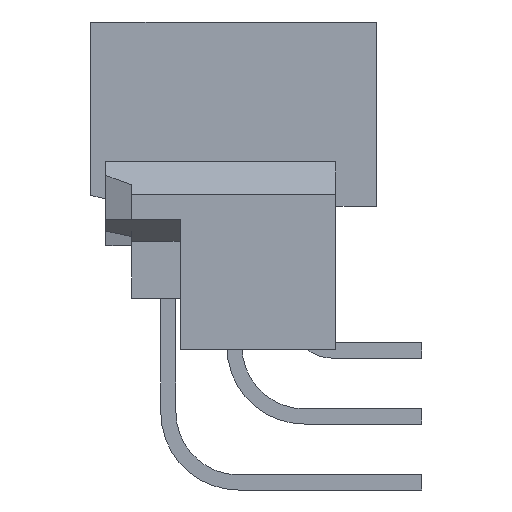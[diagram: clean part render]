
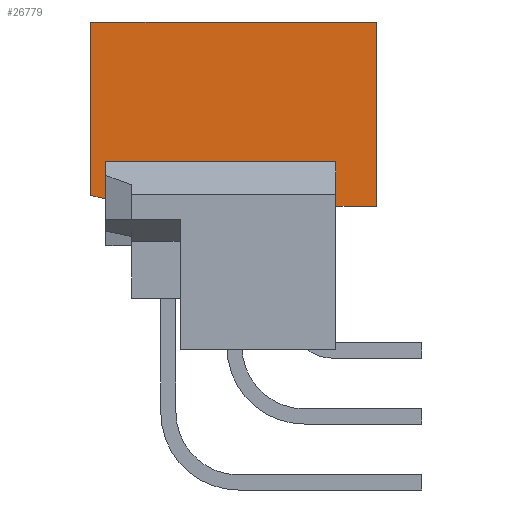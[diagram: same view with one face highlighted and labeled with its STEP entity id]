
A CAD part, left-side view. The second image highlights one B-rep face of the part: STEP entity #26779.
In plain terms, the highlighted planar face has unit normal (-1, 0, 0).
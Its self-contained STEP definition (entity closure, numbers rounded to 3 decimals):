
#72=DIRECTION('',(0.,-1.,0.));
#73=VECTOR('',#72,8.213);
#74=CARTESIAN_POINT('',(-43.88,4.278,-5.38));
#75=LINE('',#74,#73);
#76=DIRECTION('',(0.,0.,1.));
#77=VECTOR('',#76,1.618);
#78=CARTESIAN_POINT('',(-43.88,4.278,-6.998));
#79=LINE('',#78,#77);
#80=DIRECTION('',(0.,0.966,0.259));
#81=VECTOR('',#80,1.265);
#82=CARTESIAN_POINT('',(-43.88,4.278,-6.998));
#83=LINE('',#82,#81);
#84=DIRECTION('',(0.,0.,1.));
#85=VECTOR('',#84,6.671);
#86=CARTESIAN_POINT('',(-43.88,5.5,-6.671));
#87=LINE('',#86,#85);
#88=DIRECTION('',(0.,-1.,0.));
#89=VECTOR('',#88,11.);
#90=CARTESIAN_POINT('',(-43.88,5.5,0.));
#91=LINE('',#90,#89);
#92=DIRECTION('',(0.,0.,-1.));
#93=VECTOR('',#92,7.09);
#94=CARTESIAN_POINT('',(-43.88,-5.5,0.));
#95=LINE('',#94,#93);
#96=DIRECTION('',(0.,1.,0.));
#97=VECTOR('',#96,1.565);
#98=CARTESIAN_POINT('',(-43.88,-5.5,-7.09));
#99=LINE('',#98,#97);
#100=DIRECTION('',(0.,0.,1.));
#101=VECTOR('',#100,1.71);
#102=CARTESIAN_POINT('',(-43.88,-3.935,-7.09));
#103=LINE('',#102,#101);
#20202=CARTESIAN_POINT('',(-43.88,5.5,-6.671));
#20203=CARTESIAN_POINT('',(-43.88,5.5,0.));
#20204=VERTEX_POINT('',#20202);
#20205=VERTEX_POINT('',#20203);
#20206=CARTESIAN_POINT('',(-43.88,-5.5,0.));
#20207=VERTEX_POINT('',#20206);
#20208=CARTESIAN_POINT('',(-43.88,-5.5,-7.09));
#20209=VERTEX_POINT('',#20208);
#20246=CARTESIAN_POINT('',(-43.88,4.278,-5.38));
#20247=VERTEX_POINT('',#20246);
#22326=CARTESIAN_POINT('',(-43.88,-3.935,-5.38));
#22327=VERTEX_POINT('',#22326);
#22328=CARTESIAN_POINT('',(-43.88,-3.935,-7.09));
#22329=VERTEX_POINT('',#22328);
#22330=CARTESIAN_POINT('',(-43.88,4.278,-6.998));
#22331=VERTEX_POINT('',#22330);
#26756=CARTESIAN_POINT('',(-43.88,0.,0.));
#26757=DIRECTION('',(1.,0.,0.));
#26758=DIRECTION('',(0.,0.,-1.));
#26759=AXIS2_PLACEMENT_3D('',#26756,#26757,#26758);
#26760=PLANE('',#26759);
#26762=ORIENTED_EDGE('',*,*,#26761,.F.);
#26764=ORIENTED_EDGE('',*,*,#26763,.F.);
#26766=ORIENTED_EDGE('',*,*,#26765,.T.);
#26768=ORIENTED_EDGE('',*,*,#26767,.T.);
#26770=ORIENTED_EDGE('',*,*,#26769,.T.);
#26772=ORIENTED_EDGE('',*,*,#26771,.T.);
#26774=ORIENTED_EDGE('',*,*,#26773,.T.);
#26776=ORIENTED_EDGE('',*,*,#26775,.T.);
#26777=EDGE_LOOP('',(#26762,#26764,#26766,#26768,#26770,#26772,#26774,#26776));
#26778=FACE_OUTER_BOUND('',#26777,.F.);
#26779=ADVANCED_FACE('',(#26778),#26760,.F.);
#26761=EDGE_CURVE('',#20247,#22327,#75,.T.);
#26763=EDGE_CURVE('',#22331,#20247,#79,.T.);
#26765=EDGE_CURVE('',#22331,#20204,#83,.T.);
#26767=EDGE_CURVE('',#20204,#20205,#87,.T.);
#26769=EDGE_CURVE('',#20205,#20207,#91,.T.);
#26771=EDGE_CURVE('',#20207,#20209,#95,.T.);
#26773=EDGE_CURVE('',#20209,#22329,#99,.T.);
#26775=EDGE_CURVE('',#22329,#22327,#103,.T.);
